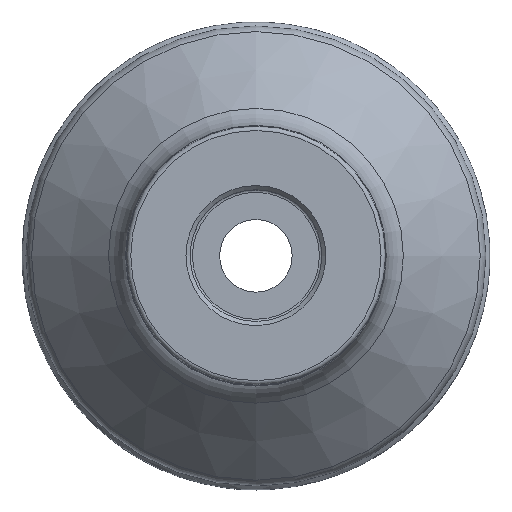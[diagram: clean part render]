
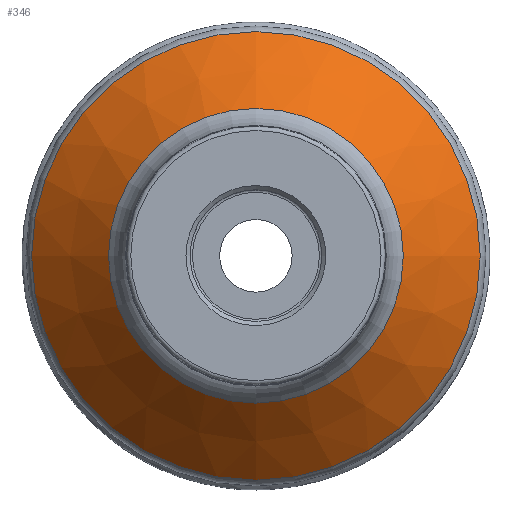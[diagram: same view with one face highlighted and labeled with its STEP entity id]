
A CAD part, top view. The second image highlights one B-rep face of the part: STEP entity #346.
In plain terms, the highlighted conical face has half-angle 43.491 degrees and reference radius 55.5 mm.
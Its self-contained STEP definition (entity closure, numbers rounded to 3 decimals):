
#102=CONICAL_SURFACE('',#657,55.5,43.491);
#137=EDGE_LOOP('',(#205));
#138=EDGE_LOOP('',(#206));
#205=ORIENTED_EDGE('',*,*,#272,.T.);
#206=ORIENTED_EDGE('',*,*,#273,.T.);
#272=EDGE_CURVE('',#461,#461,#306,.T.);
#273=EDGE_CURVE('',#462,#462,#307,.T.);
#306=CIRCLE('',#655,54.127);
#307=CIRCLE('',#656,35.561);
#346=ADVANCED_FACE('SU_5',(#392,#393),#102,.T.);
#392=FACE_BOUND('',#137,.T.);
#393=FACE_BOUND('',#138,.T.);
#461=VERTEX_POINT('',#9541);
#462=VERTEX_POINT('',#9543);
#655=AXIS2_PLACEMENT_3D('',#9540,#785,#786);
#656=AXIS2_PLACEMENT_3D('',#9542,#787,#788);
#657=AXIS2_PLACEMENT_3D('',#9544,#789,#790);
#785=DIRECTION('',(0.,0.,1.));
#786=DIRECTION('',(1.,0.,0.));
#787=DIRECTION('',(0.,0.,-1.));
#788=DIRECTION('',(-1.,0.,0.));
#789=DIRECTION('',(0.,0.,-1.));
#790=DIRECTION('',(-1.,0.,0.));
#9540=CARTESIAN_POINT('',(0.,0.,-44.559));
#9541=CARTESIAN_POINT('',(54.127,0.,-44.559));
#9542=CARTESIAN_POINT('',(0.,0.,-24.988));
#9543=CARTESIAN_POINT('',(-35.561,0.,-24.988));
#9544=CARTESIAN_POINT('',(0.,0.,-46.006));
